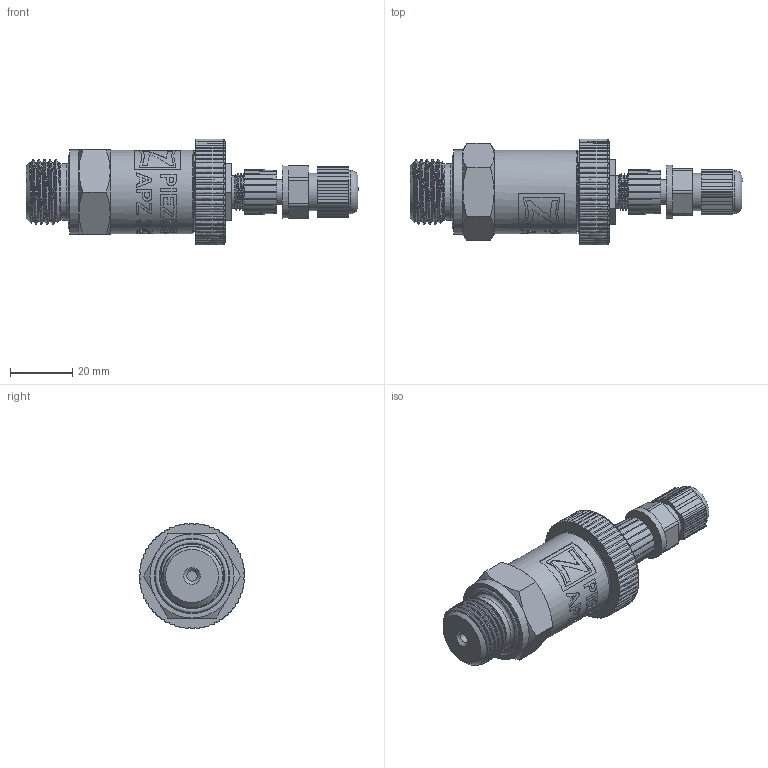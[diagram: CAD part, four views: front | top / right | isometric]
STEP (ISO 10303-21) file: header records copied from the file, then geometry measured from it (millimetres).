
FILE_DESCRIPTION(/* description */ (''),/* implementation_level */ '2;1');
FILE_NAME(/* name */ 'APZ3421_G1''2DIN_M12x1-straight.step',/* time_stamp */ '2021-06-23T11:38:57+03:00',/* author */ (''),/* organization */ (''),/* preprocessor_version */ 'ST-DEVELOPER v18.1',/* originating_system */ 'Autodesk Translation Framework v10.9.0.1377',/* authorisation */ '');
FILE_SCHEMA (('AUTOMOTIVE_DESIGN { 1 0 10303 214 3 1 1 }'));
Products named in the file (6): APZ3421_G1'2DIN_M12x1-straight; G1/2 DIN; OMAL nut M27x1.5 v8; M12x1 male v16; Ш100.000.002 v4; M12x1 female straight v9
Assembly tree (5 placements, depth 2):
  APZ3421_G1'2DIN_M12x1-straight
    G1/2 DIN
    OMAL nut M27x1.5 v8
    M12x1 male v16
    Ш100.000.002 v4
    M12x1 female straight v9
Bounding box: 106.55 x 34 x 34 mm (x, y, z)
Volume: 42428.2 mm3; surface area: 18523.3 mm2
Topology: 17 solids, 17 shells, 903 faces, 2478 edges, 1647 vertices
Faces by surface type: bspline 455, plane 259, cylinder 131, cone 46, torus 12
Full cylindrical faces by diameter (mm): 1 x12, 1.5 x4, 3.3 x1, 7.3 x1, 8 x3, 8.2 x1, 10.293 x1, 10.6 x2, 10.741 x6, 11.884 x5, 12 x1, 14 x2, 14.137 x4, 14.526 x1, 15.85 x3, 17 x1, 18 x1, 18.631 x4, 20.956 x1, 21.4 x2, 22.4 x1, 23.7 x1, 24.5 x1, 25.132 x4, 25.526 x4, 26.85 x4, 27 x1, 27.208 x5
Entity records: 66510 total; most frequent: CARTESIAN_POINT 46144, ORIENTED_EDGE 4956, DIRECTION 2858, EDGE_CURVE 2478, VERTEX_POINT 1647, LINE 1164, VECTOR 1164, EDGE_LOOP 959
